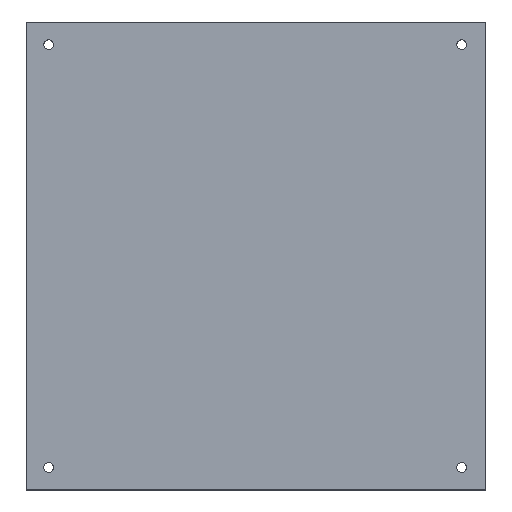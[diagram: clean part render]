
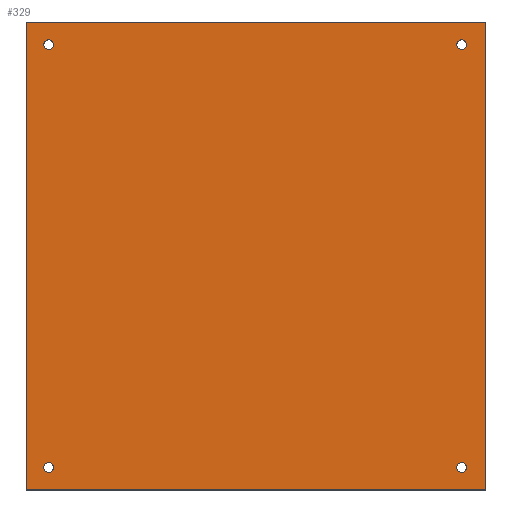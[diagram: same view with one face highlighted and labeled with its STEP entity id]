
A CAD part, top view. The second image highlights one B-rep face of the part: STEP entity #329.
In plain terms, the highlighted planar face has unit normal (0, 0, 1).
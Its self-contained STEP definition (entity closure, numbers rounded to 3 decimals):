
#24 = VERTEX_POINT('',#25);
#25 = CARTESIAN_POINT('',(0.076,46.05,0.));
#31 = EDGE_CURVE('',#24,#32,#34,.T.);
#32 = VERTEX_POINT('',#33);
#33 = CARTESIAN_POINT('',(0.076,143.993,0.));
#34 = LINE('',#35,#36);
#35 = CARTESIAN_POINT('',(0.076,46.05,0.));
#36 = VECTOR('',#37,1.);
#37 = DIRECTION('',(0.,1.,0.));
#62 = EDGE_CURVE('',#32,#63,#65,.T.);
#63 = VERTEX_POINT('',#64);
#64 = CARTESIAN_POINT('',(141.402,143.993,0.));
#65 = LINE('',#66,#67);
#66 = CARTESIAN_POINT('',(0.076,143.993,0.));
#67 = VECTOR('',#68,1.);
#68 = DIRECTION('',(1.,0.,0.));
#93 = EDGE_CURVE('',#63,#94,#96,.T.);
#94 = VERTEX_POINT('',#95);
#95 = CARTESIAN_POINT('',(141.402,0.076,0.));
#96 = LINE('',#97,#98);
#97 = CARTESIAN_POINT('',(141.402,143.993,0.));
#98 = VECTOR('',#99,1.);
#99 = DIRECTION('',(0.,-1.,0.));
#124 = EDGE_CURVE('',#94,#125,#127,.T.);
#125 = VERTEX_POINT('',#126);
#126 = CARTESIAN_POINT('',(0.076,0.076,0.));
#127 = LINE('',#128,#129);
#128 = CARTESIAN_POINT('',(141.402,0.076,0.));
#129 = VECTOR('',#130,1.);
#130 = DIRECTION('',(-1.,0.,0.));
#155 = EDGE_CURVE('',#125,#24,#156,.T.);
#156 = LINE('',#157,#158);
#157 = CARTESIAN_POINT('',(0.076,0.076,0.));
#158 = VECTOR('',#159,1.);
#159 = DIRECTION('',(0.,1.,0.));
#179 = VERTEX_POINT('',#180);
#180 = CARTESIAN_POINT('',(8.5,7.,0.));
#186 = EDGE_CURVE('',#179,#179,#187,.T.);
#187 = CIRCLE('',#188,1.5);
#188 = AXIS2_PLACEMENT_3D('',#189,#190,#191);
#189 = CARTESIAN_POINT('',(7.,7.,0.));
#190 = DIRECTION('',(0.,0.,1.));
#191 = DIRECTION('',(1.,0.,-0.));
#212 = VERTEX_POINT('',#213);
#213 = CARTESIAN_POINT('',(8.5,137.,0.));
#219 = EDGE_CURVE('',#212,#212,#220,.T.);
#220 = CIRCLE('',#221,1.5);
#221 = AXIS2_PLACEMENT_3D('',#222,#223,#224);
#222 = CARTESIAN_POINT('',(7.,137.,0.));
#223 = DIRECTION('',(0.,0.,1.));
#224 = DIRECTION('',(1.,0.,-0.));
#245 = VERTEX_POINT('',#246);
#246 = CARTESIAN_POINT('',(135.5,7.,0.));
#252 = EDGE_CURVE('',#245,#245,#253,.T.);
#253 = CIRCLE('',#254,1.5);
#254 = AXIS2_PLACEMENT_3D('',#255,#256,#257);
#255 = CARTESIAN_POINT('',(134.,7.,0.));
#256 = DIRECTION('',(0.,0.,1.));
#257 = DIRECTION('',(1.,0.,-0.));
#278 = VERTEX_POINT('',#279);
#279 = CARTESIAN_POINT('',(135.5,137.,0.));
#285 = EDGE_CURVE('',#278,#278,#286,.T.);
#286 = CIRCLE('',#287,1.5);
#287 = AXIS2_PLACEMENT_3D('',#288,#289,#290);
#288 = CARTESIAN_POINT('',(134.,137.,0.));
#289 = DIRECTION('',(0.,0.,1.));
#290 = DIRECTION('',(1.,0.,-0.));
#329 = ADVANCED_FACE('',(#330,#337,#340,#343,#346),#349,.F.);
#330 = FACE_BOUND('',#331,.F.);
#331 = EDGE_LOOP('',(#332,#333,#334,#335,#336));
#332 = ORIENTED_EDGE('',*,*,#31,.T.);
#333 = ORIENTED_EDGE('',*,*,#62,.T.);
#334 = ORIENTED_EDGE('',*,*,#93,.T.);
#335 = ORIENTED_EDGE('',*,*,#124,.T.);
#336 = ORIENTED_EDGE('',*,*,#155,.T.);
#337 = FACE_BOUND('',#338,.F.);
#338 = EDGE_LOOP('',(#339));
#339 = ORIENTED_EDGE('',*,*,#186,.T.);
#340 = FACE_BOUND('',#341,.F.);
#341 = EDGE_LOOP('',(#342));
#342 = ORIENTED_EDGE('',*,*,#219,.T.);
#343 = FACE_BOUND('',#344,.F.);
#344 = EDGE_LOOP('',(#345));
#345 = ORIENTED_EDGE('',*,*,#252,.T.);
#346 = FACE_BOUND('',#347,.F.);
#347 = EDGE_LOOP('',(#348));
#348 = ORIENTED_EDGE('',*,*,#285,.T.);
#349 = PLANE('',#350);
#350 = AXIS2_PLACEMENT_3D('',#351,#352,#353);
#351 = CARTESIAN_POINT('',(70.739,72.034,0.));
#352 = DIRECTION('',(-0.,-0.,-1.));
#353 = DIRECTION('',(-1.,0.,0.));
